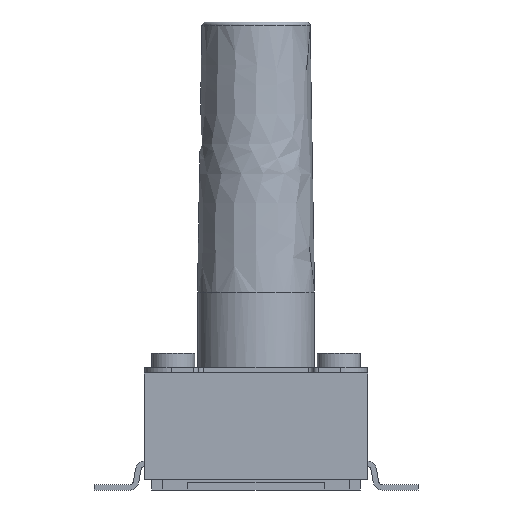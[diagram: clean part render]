
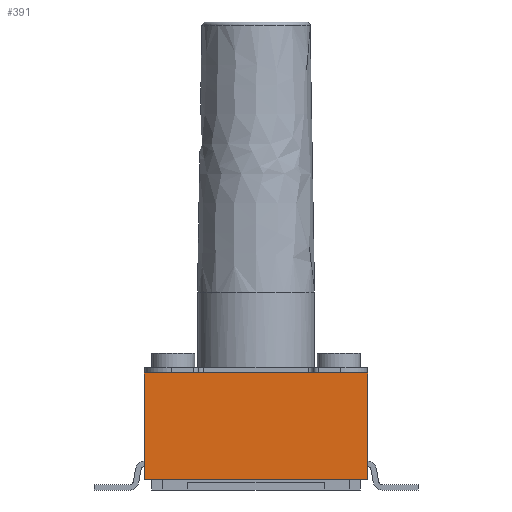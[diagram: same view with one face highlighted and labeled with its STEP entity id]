
A CAD part, front view. The second image highlights one B-rep face of the part: STEP entity #391.
In plain terms, the highlighted planar face has unit normal (0, -1, 0).
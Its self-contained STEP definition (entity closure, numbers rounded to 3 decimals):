
#391 = ADVANCED_FACE( '', ( #826 ), #827, .F. );
#826 = FACE_OUTER_BOUND( '', #1938, .T. );
#827 = PLANE( '', #1939 );
#1938 = EDGE_LOOP( '', ( #3086, #3087, #3088, #3089 ) );
#1939 = AXIS2_PLACEMENT_3D( '', #3090, #3091, #3092 );
#3086 = ORIENTED_EDGE( '', *, *, #3879, .F. );
#3087 = ORIENTED_EDGE( '', *, *, #3898, .F. );
#3088 = ORIENTED_EDGE( '', *, *, #3828, .F. );
#3089 = ORIENTED_EDGE( '', *, *, #3899, .T. );
#3090 = CARTESIAN_POINT( '', ( -3.1, -3.1, 3.25 ) );
#3091 = DIRECTION( '', ( 0., 1., 0. ) );
#3092 = DIRECTION( '', ( 0., 0., 1. ) );
#3828 = EDGE_CURVE( '', #4602, #4604, #4605, .T. );
#3879 = EDGE_CURVE( '', #4673, #4675, #4676, .T. );
#3898 = EDGE_CURVE( '', #4604, #4673, #4698, .T. );
#3899 = EDGE_CURVE( '', #4602, #4675, #4699, .T. );
#4602 = VERTEX_POINT( '', #6010 );
#4604 = VERTEX_POINT( '', #6013 );
#4605 = LINE( '', #6014, #6015 );
#4673 = VERTEX_POINT( '', #6112 );
#4675 = VERTEX_POINT( '', #6115 );
#4676 = LINE( '', #6116, #6117 );
#4698 = LINE( '', #6151, #6152 );
#4699 = LINE( '', #6153, #6154 );
#6010 = CARTESIAN_POINT( '', ( -3.1, -3.1, 3.25 ) );
#6013 = CARTESIAN_POINT( '', ( 3.1, -3.1, 3.25 ) );
#6014 = CARTESIAN_POINT( '', ( -3.1, -3.1, 3.25 ) );
#6015 = VECTOR( '', #6687, 1000. );
#6112 = CARTESIAN_POINT( '', ( 3.1, -3.1, 0.3 ) );
#6115 = CARTESIAN_POINT( '', ( -3.1, -3.1, 0.3 ) );
#6116 = CARTESIAN_POINT( '', ( 3.1, -3.1, 0.3 ) );
#6117 = VECTOR( '', #6745, 1000. );
#6151 = CARTESIAN_POINT( '', ( 3.1, -3.1, 3.25 ) );
#6152 = VECTOR( '', #6758, 1000. );
#6153 = CARTESIAN_POINT( '', ( -3.1, -3.1, 3.25 ) );
#6154 = VECTOR( '', #6759, 1000. );
#6687 = DIRECTION( '', ( 1., 0., 0. ) );
#6745 = DIRECTION( '', ( -1., 0., 0. ) );
#6758 = DIRECTION( '', ( 0., 0., -1. ) );
#6759 = DIRECTION( '', ( 0., 0., -1. ) );
